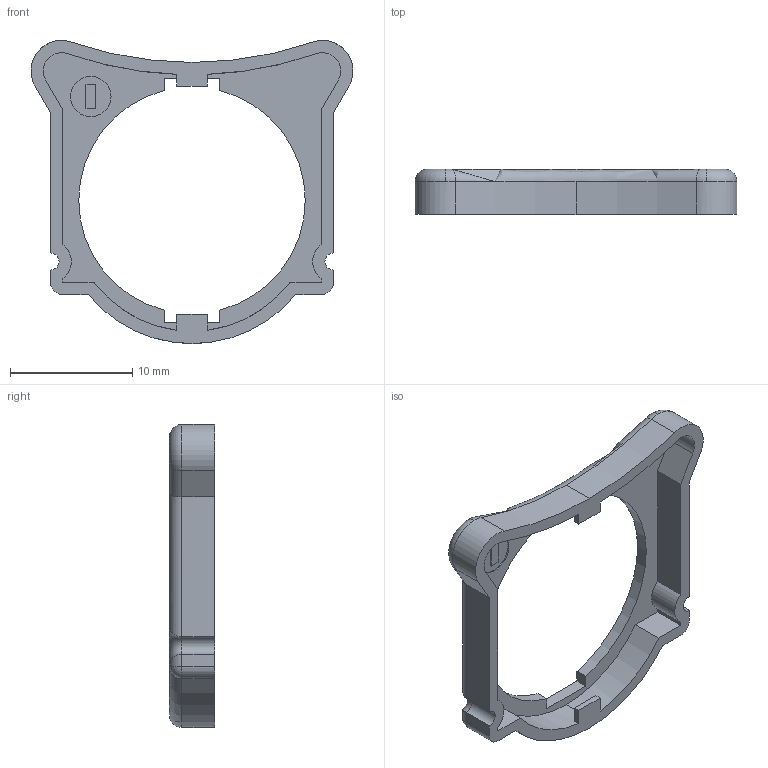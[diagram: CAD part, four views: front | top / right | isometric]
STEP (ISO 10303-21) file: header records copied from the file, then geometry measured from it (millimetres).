
FILE_DESCRIPTION (( 'STEP AP214' ), '1' );
FILE_NAME ('BRX1-0006.STEP', '2022-05-25T15:30:34', ( '' ), ( '' ), 'SwSTEP 2.0', 'SolidWorks 2017', '' );
FILE_SCHEMA (( 'AUTOMOTIVE_DESIGN' ));
Length unit declared in the file: millimetre
Products named in the file (1): BRX1-0006
Bounding box: 26.3 x 3.68 x 24.76 mm (x, y, z)
Volume: 458.9 mm3; surface area: 1083.3 mm2
Topology: 1 solids, 1 shells, 79 faces, 206 edges, 130 vertices
Faces by surface type: plane 39, cylinder 30, torus 8, sphere 2
Entity records: 2474 total; most frequent: CARTESIAN_POINT 466, DIRECTION 424, ORIENTED_EDGE 408, EDGE_CURVE 204, AXIS2_PLACEMENT_3D 148, VERTEX_POINT 130, VECTOR 128, LINE 128
